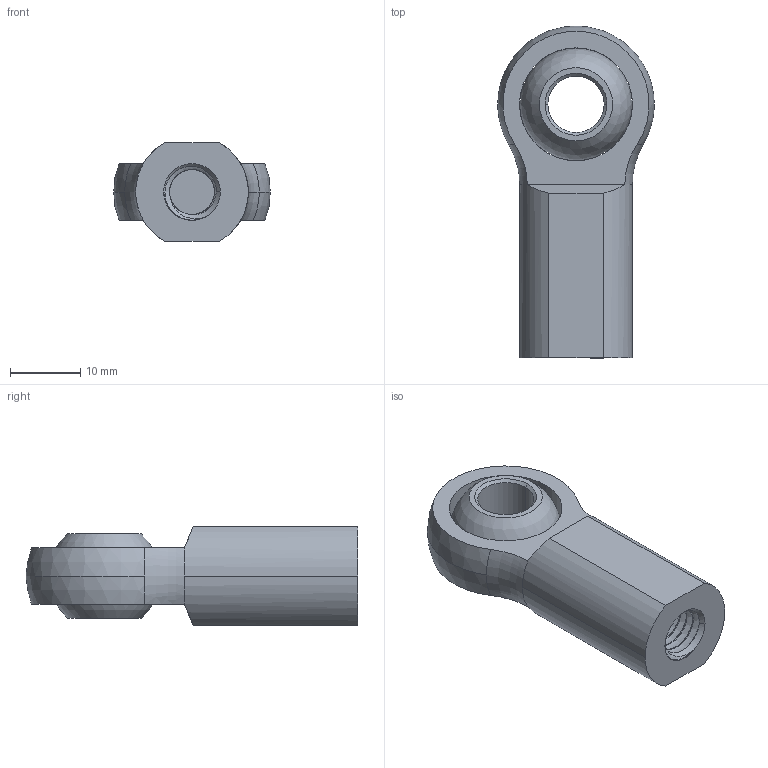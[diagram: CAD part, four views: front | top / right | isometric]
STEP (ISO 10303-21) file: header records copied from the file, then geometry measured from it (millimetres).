
FILE_DESCRIPTION (( 'STEP AP203' ), '1' );
FILE_NAME ('59935K73.step', '2012-02-13T17:43:58', ( 'jim' ), ( '' ), 'SwSTEP 2.0', 'SolidWorks 2009', '' );
FILE_SCHEMA (( 'CONFIG_CONTROL_DESIGN' ));
Length unit declared in the file: millimetre
Products named in the file (1): 59935K73
Bounding box: 22.22 x 47.12 x 14 mm (x, y, z)
Volume: 6835.5 mm3; surface area: 4282.1 mm2
Topology: 2 solids, 2 shells, 61 faces, 162 edges, 106 vertices
Faces by surface type: cylinder 35, plane 10, cone 6, sphere 4, torus 3, bspline 3
Entity records: 7753 total; most frequent: CARTESIAN_POINT 6316, ORIENTED_EDGE 320, DIRECTION 242, EDGE_CURVE 160, VERTEX_POINT 106, AXIS2_PLACEMENT_3D 97, EDGE_LOOP 68, ADVANCED_FACE 61
